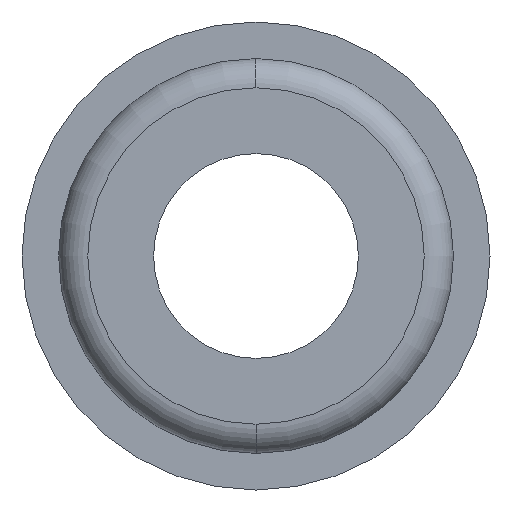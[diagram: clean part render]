
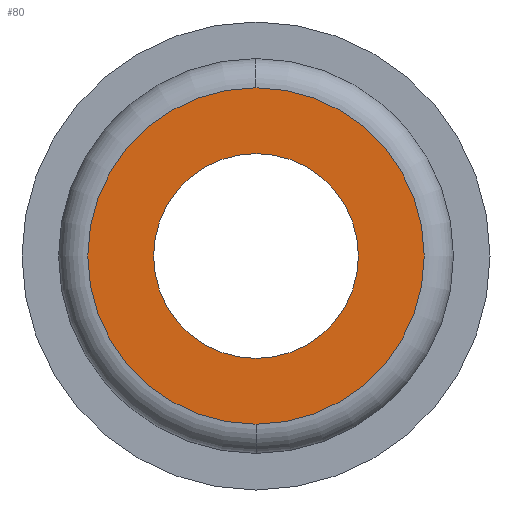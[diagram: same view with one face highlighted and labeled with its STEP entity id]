
A CAD part, front view. The second image highlights one B-rep face of the part: STEP entity #80.
In plain terms, the highlighted planar face has unit normal (0, -1, 0).
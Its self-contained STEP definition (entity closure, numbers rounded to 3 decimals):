
#80=ADVANCED_FACE('',(#200,#201),#202,.T.);
#200=FACE_BOUND('',#367,.T.);
#201=FACE_OUTER_BOUND('',#368,.T.);
#202=PLANE('',#369);
#367=EDGE_LOOP('',(#543,#544));
#368=EDGE_LOOP('',(#545,#546,#547));
#369=AXIS2_PLACEMENT_3D('',#548,#549,#550);
#543=ORIENTED_EDGE('',*,*,#939,.T.);
#544=ORIENTED_EDGE('',*,*,#940,.T.);
#545=ORIENTED_EDGE('',*,*,#941,.F.);
#546=ORIENTED_EDGE('',*,*,#942,.F.);
#547=ORIENTED_EDGE('',*,*,#943,.F.);
#548=CARTESIAN_POINT('',(2.875,0.0,0.0));
#549=DIRECTION('',(-0.0,-1.0,-0.0));
#550=DIRECTION('',(-1.0,0.0,0.0));
#939=EDGE_CURVE('',#1102,#1103,#1104,.T.);
#940=EDGE_CURVE('',#1103,#1102,#1105,.T.);
#941=EDGE_CURVE('',#1106,#1107,#1108,.T.);
#942=EDGE_CURVE('',#1109,#1106,#1110,.T.);
#943=EDGE_CURVE('',#1107,#1109,#1111,.T.);
#1102=VERTEX_POINT('',#1324);
#1103=VERTEX_POINT('',#1325);
#1104=CIRCLE('',#1326,3.5);
#1105=CIRCLE('',#1327,3.5);
#1106=VERTEX_POINT('',#1328);
#1107=VERTEX_POINT('',#1329);
#1108=CIRCLE('',#1330,5.75);
#1109=VERTEX_POINT('',#1331);
#1110=CIRCLE('',#1332,5.75);
#1111=CIRCLE('',#1333,5.75);
#1324=CARTESIAN_POINT('',(-3.5,0.0,0.));
#1325=CARTESIAN_POINT('',(3.5,0.0,0.));
#1326=AXIS2_PLACEMENT_3D('',#1568,#1569,#1570);
#1327=AXIS2_PLACEMENT_3D('',#1571,#1572,#1573);
#1328=CARTESIAN_POINT('',(5.75,0.0,0.0));
#1329=CARTESIAN_POINT('',(0.,0.0,-5.75));
#1330=AXIS2_PLACEMENT_3D('',#1574,#1575,#1576);
#1331=CARTESIAN_POINT('',(0.,0.0,5.75));
#1332=AXIS2_PLACEMENT_3D('',#1577,#1578,#1579);
#1333=AXIS2_PLACEMENT_3D('',#1580,#1581,#1582);
#1568=CARTESIAN_POINT('',(0.0,0.0,0.0));
#1569=DIRECTION('',(-0.0,1.0,0.0));
#1570=DIRECTION('',(1.0,0.0,0.0));
#1571=CARTESIAN_POINT('',(0.0,0.0,0.0));
#1572=DIRECTION('',(-0.0,1.0,0.0));
#1573=DIRECTION('',(1.0,0.0,0.0));
#1574=CARTESIAN_POINT('',(0.0,0.0,0.0));
#1575=DIRECTION('',(-0.0,1.0,0.0));
#1576=DIRECTION('',(1.0,0.0,0.0));
#1577=CARTESIAN_POINT('',(0.0,0.0,0.0));
#1578=DIRECTION('',(-0.0,1.0,0.0));
#1579=DIRECTION('',(1.0,0.0,0.0));
#1580=CARTESIAN_POINT('',(0.0,0.0,0.0));
#1581=DIRECTION('',(-0.0,1.0,0.0));
#1582=DIRECTION('',(1.0,0.0,0.0));
